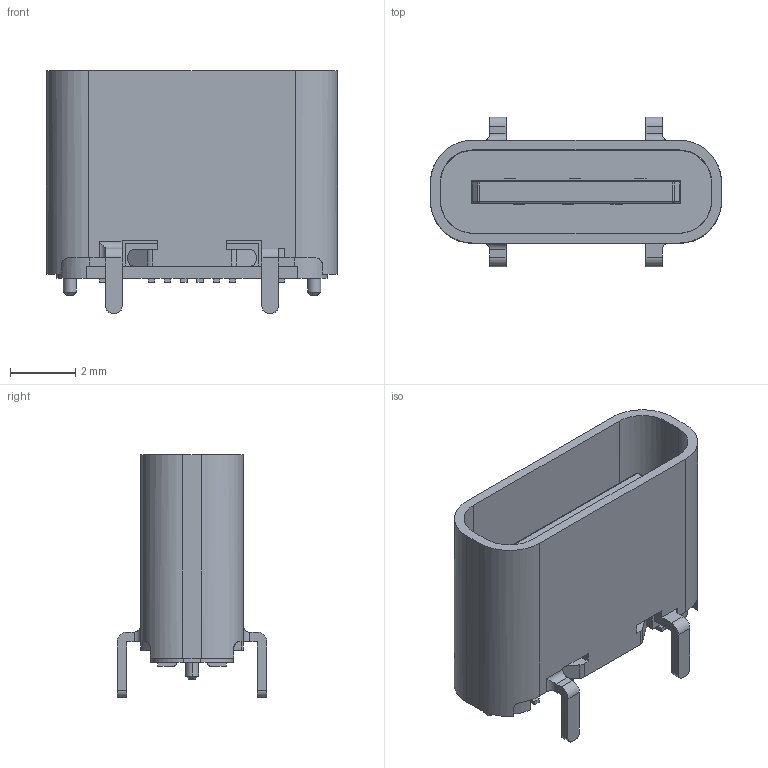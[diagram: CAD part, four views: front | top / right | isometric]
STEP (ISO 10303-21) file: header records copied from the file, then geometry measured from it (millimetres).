
FILE_DESCRIPTION (( 'STEP AP214' ), '1' );
FILE_NAME ('SHOU HAN TYPE-C 16PLT-H10.0.step', '2025-07-15T02:33:38', ( '' ), ( '' ), 'SwSTEP 2.0', 'SolidWorks 2023', '' );
FILE_SCHEMA (( 'AUTOMOTIVE_DESIGN' ));
Length unit declared in the file: inch
Products named in the file (4): U1~TYPE-C-SMD_USB4120-03-C~TYPE-C-SMD_USB4120-03-C~q6D2.step; TYPE-C-SMD_USB4120-03-C~TYPE-C-SMD_USB4120-03-C~q6D2.step; SHOU HAN TYPE-C 16PLT-H10.0.step; SHOU HAN TYPE-C 16PLT-H10.0
Assembly tree (3 placements, depth 4):
  SHOU HAN TYPE-C 16PLT-H10.0
    SHOU HAN TYPE-C 16PLT-H10.0.step
      U1~TYPE-C-SMD_USB4120-03-C~TYPE-C-SMD_USB4120-03-C~q6D2.step
        TYPE-C-SMD_USB4120-03-C~TYPE-C-SMD_USB4120-03-C~q6D2.step
Bounding box: 8.94 x 4.6 x 7.45 mm (x, y, z)
Volume: 86.8 mm3; surface area: 409 mm2
Topology: 2 solids, 2 shells, 549 faces, 1525 edges, 997 vertices
Faces by surface type: plane 360, bspline 98, cylinder 83, sphere 4, cone 4
Entity records: 18053 total; most frequent: CARTESIAN_POINT 4496, ORIENTED_EDGE 3042, DIRECTION 2378, EDGE_CURVE 1521, LINE 1140, VECTOR 1140, VERTEX_POINT 997, AXIS2_PLACEMENT_3D 619
